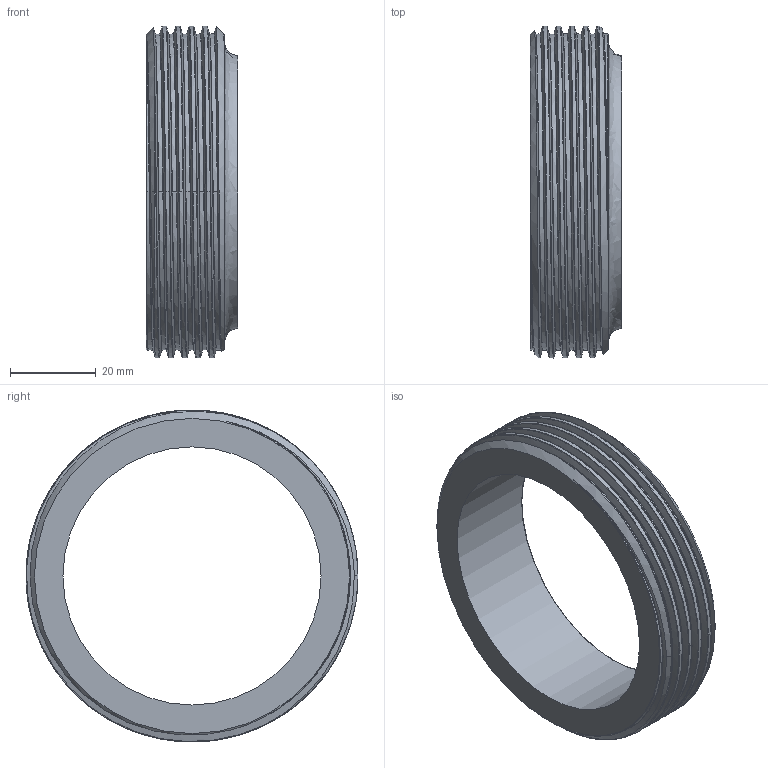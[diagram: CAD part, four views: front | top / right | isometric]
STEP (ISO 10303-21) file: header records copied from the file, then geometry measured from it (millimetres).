
FILE_DESCRIPTION(/* description */ (''),/* implementation_level */ '2;1');
FILE_NAME(/* name */ '15TRFJP-2.5.stp',/* time_stamp */ '2022-09-20T15:47:44-04:00',/* author */ ('stevend'),/* organization */ (''),/* preprocessor_version */ 'ST-DEVELOPER v18',/* originating_system */ 'Autodesk Inventor 2020',/* authorisation */ '');
FILE_SCHEMA (('AUTOMOTIVE_DESIGN { 1 0 10303 214 3 1 1 }'));
Length unit declared in the file: inch
Products named in the file (1): 15TRFJP-2.5
Bounding box: 21.44 x 77.42 x 77.4 mm (x, y, z)
Volume: 30870 mm3; surface area: 15010.3 mm2
Topology: 1 solids, 1 shells, 29 faces, 82 edges, 56 vertices
Faces by surface type: cylinder 14, bspline 7, cone 3, plane 3, torus 2
Full cylindrical faces by diameter (mm): 60.198 x1, 73.736 x5, 77.419 x4
Entity records: 8589 total; most frequent: CARTESIAN_POINT 7871, ORIENTED_EDGE 164, DIRECTION 105, EDGE_CURVE 82, VERTEX_POINT 56, B_SPLINE_CURVE_WITH_KNOTS 45, AXIS2_PLACEMENT_3D 45, EDGE_LOOP 32
